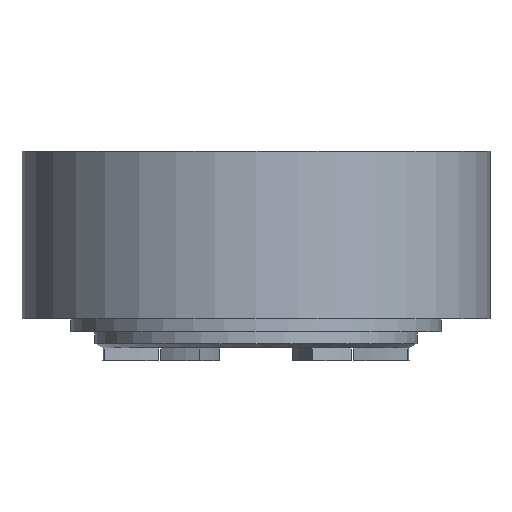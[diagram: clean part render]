
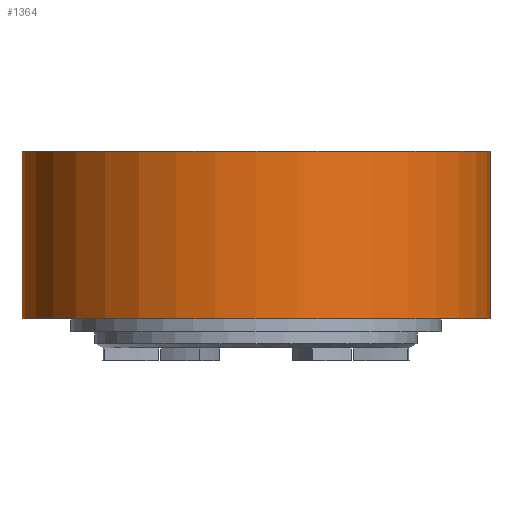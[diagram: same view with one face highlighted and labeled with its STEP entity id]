
A CAD part, left-side view. The second image highlights one B-rep face of the part: STEP entity #1364.
In plain terms, the highlighted cylindrical face has radius 36.25 mm (diameter 72.5 mm), a partial arc.
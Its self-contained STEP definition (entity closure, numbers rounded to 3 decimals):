
#57=CIRCLE('',#1382,36.25);
#128=CIRCLE('',#1498,36.25);
#379=ORIENTED_EDGE('',*,*,#391,.T.);
#380=ORIENTED_EDGE('',*,*,#505,.F.);
#381=ORIENTED_EDGE('',*,*,#397,.F.);
#382=ORIENTED_EDGE('',*,*,#401,.F.);
#391=EDGE_CURVE('',#518,#517,#602,.T.);
#397=EDGE_CURVE('',#522,#523,#606,.T.);
#401=EDGE_CURVE('',#518,#522,#57,.T.);
#505=EDGE_CURVE('',#523,#517,#128,.T.);
#517=VERTEX_POINT('',#1859);
#518=VERTEX_POINT('',#1861);
#522=VERTEX_POINT('',#1873);
#523=VERTEX_POINT('',#1874);
#602=LINE('',#1860,#640);
#606=LINE('',#1872,#644);
#640=VECTOR('',#1526,1000.);
#644=VECTOR('',#1538,1000.);
#756=EDGE_LOOP('',(#379,#380,#381,#382));
#838=FACE_BOUND('',#756,.T.);
#871=CYLINDRICAL_SURFACE('',#1516,36.25);
#1364=ADVANCED_FACE('',(#838),#871,.T.);
#1382=AXIS2_PLACEMENT_3D('',#1880,#1547,#1548);
#1498=AXIS2_PLACEMENT_3D('',#2108,#1811,#1812);
#1516=AXIS2_PLACEMENT_3D('',#2132,#1847,#1848);
#1526=DIRECTION('',(0.,0.,1.));
#1538=DIRECTION('',(0.,0.,1.));
#1547=DIRECTION('',(0.,0.,-1.));
#1548=DIRECTION('',(-1.,0.,0.));
#1811=DIRECTION('',(0.,0.,1.));
#1812=DIRECTION('',(1.,0.,0.));
#1847=DIRECTION('',(0.,0.,-1.));
#1848=DIRECTION('',(1.,0.,0.));
#1859=CARTESIAN_POINT('',(34.151,-12.155,30.5));
#1860=CARTESIAN_POINT('',(34.151,-12.155,-92.488));
#1861=CARTESIAN_POINT('',(34.151,-12.155,4.5));
#1872=CARTESIAN_POINT('',(34.151,12.155,-92.488));
#1873=CARTESIAN_POINT('',(34.151,12.155,4.5));
#1874=CARTESIAN_POINT('',(34.151,12.155,30.5));
#1880=CARTESIAN_POINT('',(0.,0.,4.5));
#2108=CARTESIAN_POINT('',(0.,0.,30.5));
#2132=CARTESIAN_POINT('',(0.,0.,-92.488));
